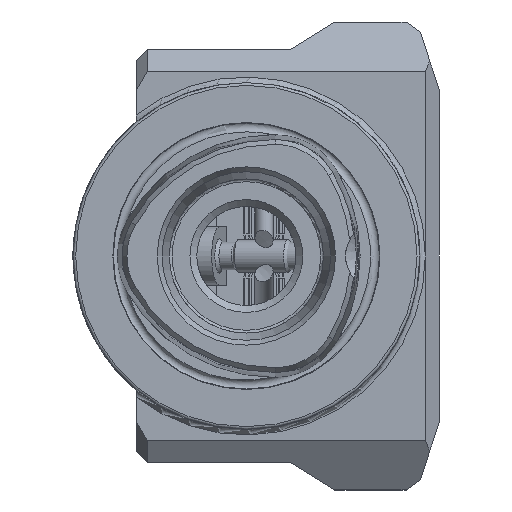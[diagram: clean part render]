
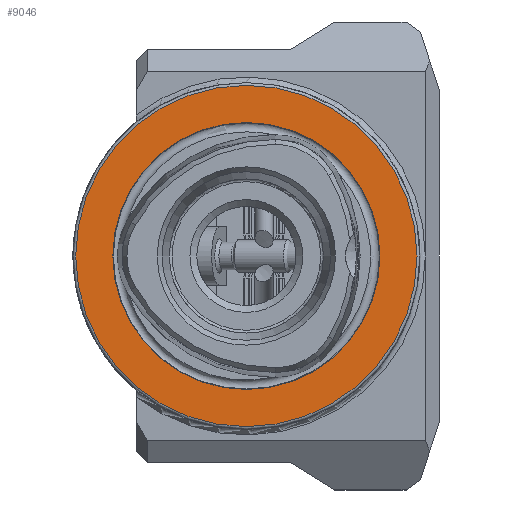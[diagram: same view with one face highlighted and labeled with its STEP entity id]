
A CAD part, left-side view. The second image highlights one B-rep face of the part: STEP entity #9046.
In plain terms, the highlighted planar face has unit normal (-1, 0, 0).
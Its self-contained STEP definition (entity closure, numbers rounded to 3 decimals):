
#547 = AXIS2_PLACEMENT_3D ( 'NONE', #7983, #2213, #6140 ) ;
#1086 = CARTESIAN_POINT ( 'NONE',  ( 0., 0., 0. ) ) ;
#1927 = VERTEX_POINT ( 'NONE', #12460 ) ;
#2213 = DIRECTION ( 'NONE',  ( 1., 0., 0. ) ) ;
#2489 = AXIS2_PLACEMENT_3D ( 'NONE', #1086, #9610, #11575 ) ;
#3121 = CARTESIAN_POINT ( 'NONE',  ( 0., 0., 0. ) ) ;
#5007 = DIRECTION ( 'NONE',  ( 0., 0., 1. ) ) ;
#5346 = CIRCLE ( 'NONE', #11329, 31. ) ;
#5440 = CARTESIAN_POINT ( 'NONE',  ( 0., 0., 31. ) ) ;
#5843 = VERTEX_POINT ( 'NONE', #5440 ) ;
#6140 = DIRECTION ( 'NONE',  ( 0., 0., -1. ) ) ;
#6862 = FACE_BOUND ( 'NONE', #9415, .T. ) ;
#7619 = EDGE_CURVE ( 'NONE', #5843, #5843, #5346, .T. ) ;
#7983 = CARTESIAN_POINT ( 'NONE',  ( 0., 24.25, 0. ) ) ;
#9046 = ADVANCED_FACE ( 'NONE', ( #6862, #9732 ), #10858, .F. ) ;
#9415 = EDGE_LOOP ( 'NONE', ( #11433 ) ) ;
#9610 = DIRECTION ( 'NONE',  ( -1., 0., 0. ) ) ;
#9732 = FACE_OUTER_BOUND ( 'NONE', #10175, .T. ) ;
#9987 = CIRCLE ( 'NONE', #2489, 24.25 ) ;
#10110 = ORIENTED_EDGE ( 'NONE', *, *, #7619, .T. ) ;
#10175 = EDGE_LOOP ( 'NONE', ( #10110 ) ) ;
#10759 = DIRECTION ( 'NONE',  ( -1., 0., 0. ) ) ;
#10858 = PLANE ( 'NONE',  #547 ) ;
#10953 = EDGE_CURVE ( 'NONE', #1927, #1927, #9987, .T. ) ;
#11329 = AXIS2_PLACEMENT_3D ( 'NONE', #3121, #10759, #5007 ) ;
#11433 = ORIENTED_EDGE ( 'NONE', *, *, #10953, .F. ) ;
#11575 = DIRECTION ( 'NONE',  ( 0., 0., 1. ) ) ;
#12460 = CARTESIAN_POINT ( 'NONE',  ( 0., 0., 24.25 ) ) ;
